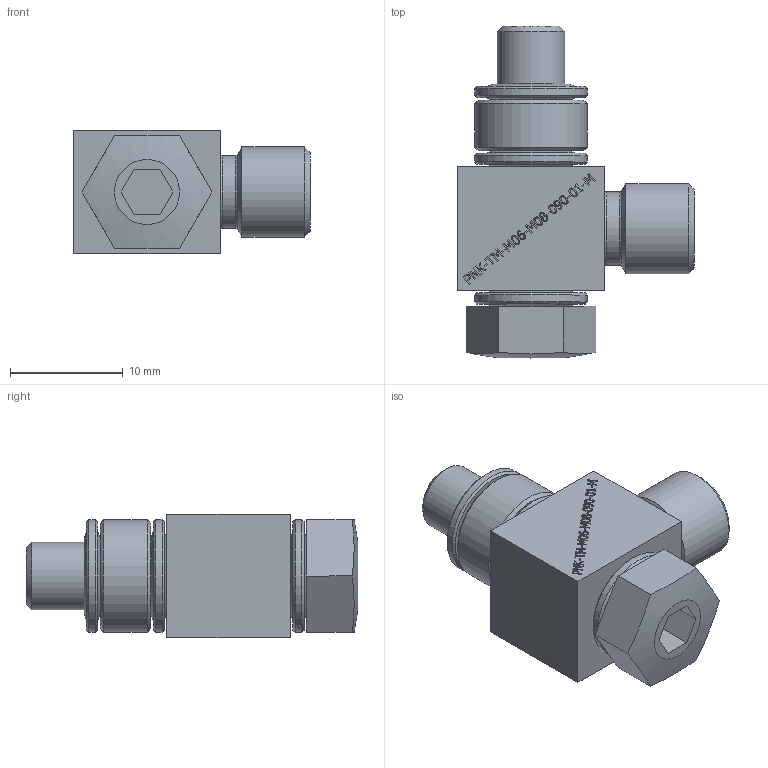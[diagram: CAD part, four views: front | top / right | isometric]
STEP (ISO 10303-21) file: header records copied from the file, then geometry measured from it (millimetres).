
FILE_DESCRIPTION(/* description */ (''),/* implementation_level */ '2;1');
FILE_NAME(/* name */ 'PNK-TM-M06-M08-090-01-M.stp',/* time_stamp */ '2025-02-11T10:30:27-03:00',/* author */ ('Jefferson'),/* organization */ (''),/* preprocessor_version */ 'ST-DEVELOPER v19',/* originating_system */ 'Autodesk Inventor 2023',/* authorisation */ '');
FILE_SCHEMA (('AUTOMOTIVE_DESIGN { 1 0 10303 214 3 1 1 }'));
Length unit declared in the file: millimetre
Products named in the file (3): PNK-TM-M06-M08-090-01-M; PNK-M06-M08-090-01-M; PNK-M06-AV
Assembly tree (4 placements, depth 2):
  PNK-TM-M06-M08-090-01-M
    PNK-M06-M08-090-01-M
    PNK-M06-AV  x3
Bounding box: 21 x 29.5 x 11 mm (x, y, z)
Volume: 2979.9 mm3; surface area: 2297.2 mm2
Topology: 4 solids, 4 shells, 366 faces, 922 edges, 611 vertices
Faces by surface type: plane 201, bspline 127, cylinder 19, cone 17, torus 2
Full cylindrical faces by diameter (mm): 4 x1, 5.6 x5, 6 x1, 6.5 x1, 6.7 x6, 8 x1, 10 x4
Entity records: 11133 total; most frequent: CARTESIAN_POINT 3510, ORIENTED_EDGE 1756, DIRECTION 1106, EDGE_CURVE 878, VERTEX_POINT 583, LINE 578, VECTOR 578, EDGE_LOOP 387
